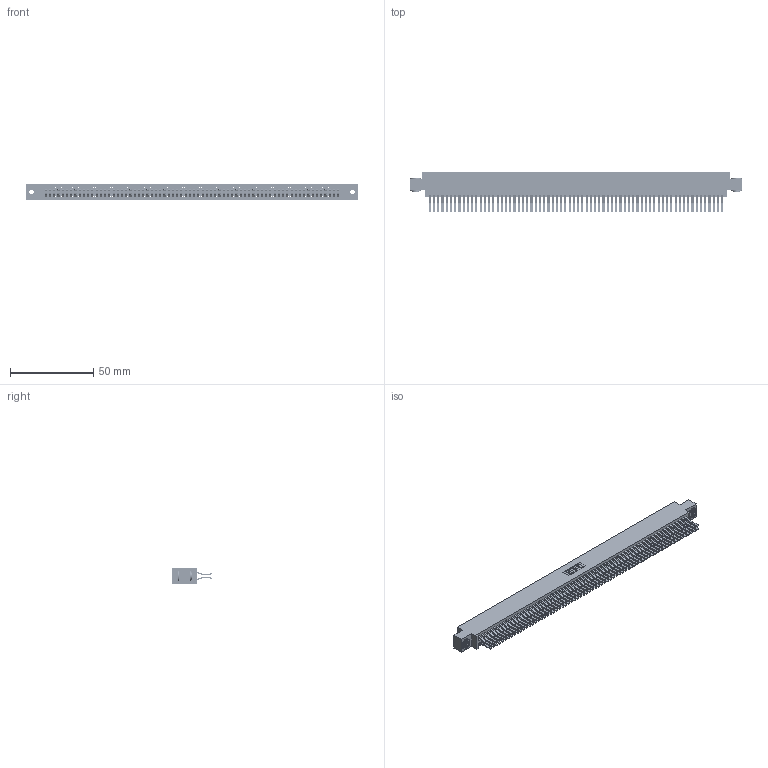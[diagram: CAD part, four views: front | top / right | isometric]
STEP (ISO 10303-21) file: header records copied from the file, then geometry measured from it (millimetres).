
FILE_DESCRIPTION (( 'STEP AP203' ), '1' );
FILE_NAME ('345-140-560-803.STEP', '2019-11-08T23:58:55', ( '' ), ( '' ), 'SwSTEP 2.0', 'SolidWorks 2016', '' );
FILE_SCHEMA (( 'CONFIG_CONTROL_DESIGN' ));
Length unit declared in the file: inch
Products named in the file (4): 345-140-560-803; 345 Part_0.170 Offset - 0.156 Dia-TH; 345-292-001_560 Tail; 345-250-002_345-250-002-102
Assembly tree (143 placements, depth 2):
  345-140-560-803
    345 Part_0.170 Offset - 0.156 Dia-TH
    345-292-001_560 Tail  x140
    345-250-002_345-250-002-102  x2
Bounding box: 199.01 x 24.45 x 9.4 mm (x, y, z)
Volume: 20415.5 mm3; surface area: 33428.3 mm2
Topology: 143 solids, 143 shells, 7448 faces, 22129 edges, 14562 vertices
Faces by surface type: plane 4714, cylinder 2726, cone 8
Entity records: 52024 total; most frequent: CARTESIAN_POINT 8671, ORIENTED_EDGE 8598, DIRECTION 7645, EDGE_CURVE 4299, VECTOR 3859, LINE 3859, VERTEX_POINT 2862, AXIS2_PLACEMENT_3D 1893
